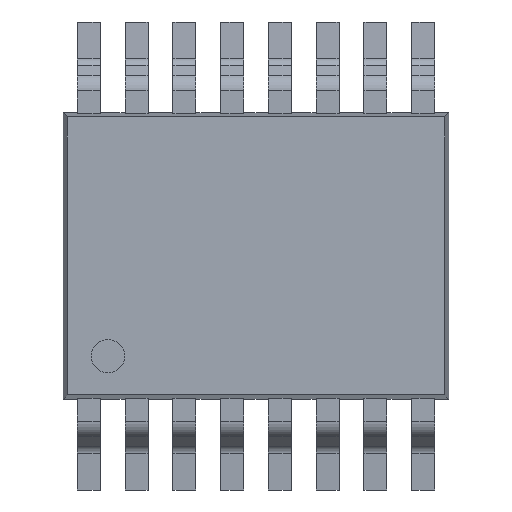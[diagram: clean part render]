
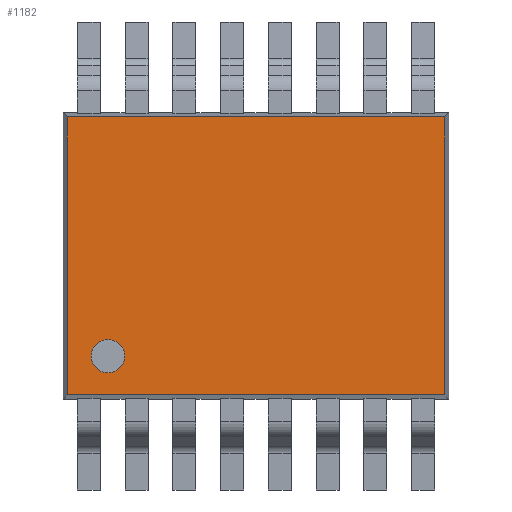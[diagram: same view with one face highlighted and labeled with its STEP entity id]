
A CAD part, top view. The second image highlights one B-rep face of the part: STEP entity #1182.
In plain terms, the highlighted planar face has unit normal (0, 0, 1).
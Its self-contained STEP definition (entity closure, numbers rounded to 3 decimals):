
#35 = VERTEX_POINT('',#36);
#36 = CARTESIAN_POINT('',(-1.55,-1.225,0.87));
#42 = EDGE_CURVE('',#43,#35,#45,.T.);
#43 = VERTEX_POINT('',#44);
#44 = CARTESIAN_POINT('',(-1.55,-0.875,0.87));
#45 = CIRCLE('',#46,0.175);
#46 = AXIS2_PLACEMENT_3D('',#47,#48,#49);
#47 = CARTESIAN_POINT('',(-1.55,-1.05,0.87));
#48 = DIRECTION('',(0.,0.,1.));
#49 = DIRECTION('',(0.,-1.,0.));
#724 = VERTEX_POINT('',#725);
#725 = CARTESIAN_POINT('',(1.974,1.455,0.87));
#731 = EDGE_CURVE('',#732,#724,#734,.T.);
#732 = VERTEX_POINT('',#733);
#733 = CARTESIAN_POINT('',(1.974,-1.455,0.87));
#734 = LINE('',#735,#736);
#735 = CARTESIAN_POINT('',(1.974,1.5,0.87));
#736 = VECTOR('',#737,1.);
#737 = DIRECTION('',(0.,1.,0.));
#939 = VERTEX_POINT('',#940);
#940 = CARTESIAN_POINT('',(-1.974,1.455,0.87));
#946 = EDGE_CURVE('',#724,#939,#947,.T.);
#947 = LINE('',#948,#949);
#948 = CARTESIAN_POINT('',(2.02,1.455,0.87));
#949 = VECTOR('',#950,1.);
#950 = DIRECTION('',(-1.,0.,0.));
#963 = VERTEX_POINT('',#964);
#964 = CARTESIAN_POINT('',(-1.974,-1.455,0.87));
#970 = EDGE_CURVE('',#939,#963,#971,.T.);
#971 = LINE('',#972,#973);
#972 = CARTESIAN_POINT('',(-1.974,1.5,0.87));
#973 = VECTOR('',#974,1.);
#974 = DIRECTION('',(0.,-1.,0.));
#1003 = EDGE_CURVE('',#963,#732,#1004,.T.);
#1004 = LINE('',#1005,#1006);
#1005 = CARTESIAN_POINT('',(2.02,-1.455,0.87));
#1006 = VECTOR('',#1007,1.);
#1007 = DIRECTION('',(1.,0.,0.));
#1182 = ADVANCED_FACE('',(#1183,#1193),#1199,.F.);
#1183 = FACE_BOUND('',#1184,.T.);
#1184 = EDGE_LOOP('',(#1185,#1192));
#1185 = ORIENTED_EDGE('',*,*,#1186,.F.);
#1186 = EDGE_CURVE('',#35,#43,#1187,.T.);
#1187 = CIRCLE('',#1188,0.175);
#1188 = AXIS2_PLACEMENT_3D('',#1189,#1190,#1191);
#1189 = CARTESIAN_POINT('',(-1.55,-1.05,0.87));
#1190 = DIRECTION('',(0.,0.,1.));
#1191 = DIRECTION('',(0.,-1.,0.));
#1192 = ORIENTED_EDGE('',*,*,#42,.F.);
#1193 = FACE_BOUND('',#1194,.T.);
#1194 = EDGE_LOOP('',(#1195,#1196,#1197,#1198));
#1195 = ORIENTED_EDGE('',*,*,#731,.T.);
#1196 = ORIENTED_EDGE('',*,*,#946,.T.);
#1197 = ORIENTED_EDGE('',*,*,#970,.T.);
#1198 = ORIENTED_EDGE('',*,*,#1003,.T.);
#1199 = PLANE('',#1200);
#1200 = AXIS2_PLACEMENT_3D('',#1201,#1202,#1203);
#1201 = CARTESIAN_POINT('',(2.02,1.5,0.87));
#1202 = DIRECTION('',(0.,0.,-1.));
#1203 = DIRECTION('',(0.,1.,0.));
